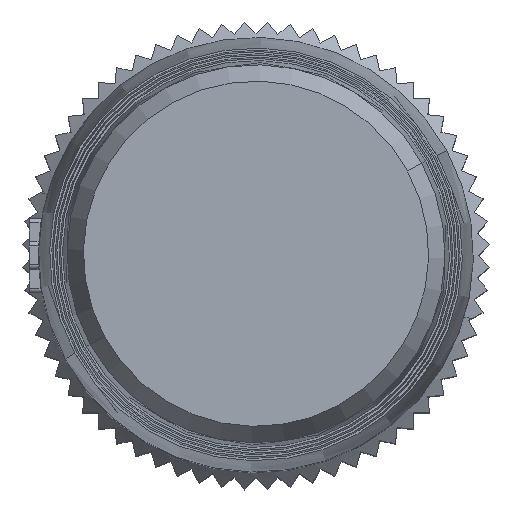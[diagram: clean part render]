
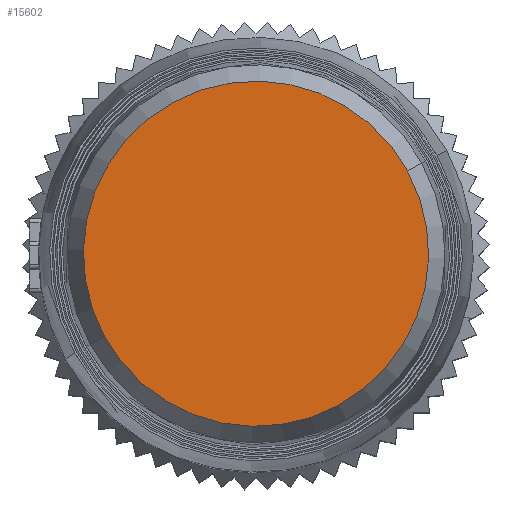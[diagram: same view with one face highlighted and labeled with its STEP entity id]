
A CAD part, top view. The second image highlights one B-rep face of the part: STEP entity #15602.
In plain terms, the highlighted planar face has unit normal (0, 0, 1).
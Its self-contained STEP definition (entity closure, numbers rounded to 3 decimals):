
#15512=AXIS2_PLACEMENT_3D('Circle Axis2P3D',#15510,#15511,$) ;
#15547=AXIS2_PLACEMENT_3D('Circle Axis2P3D',#15545,#15546,$) ;
#15596=AXIS2_PLACEMENT_3D('Plane Axis2P3D',#15593,#15594,#15595) ;
#15510=CARTESIAN_POINT('Axis2P3D Location',(4.948,4.948,37.3)) ;
#15514=CARTESIAN_POINT('Vertex',(1.741,3.196,37.3)) ;
#15516=CARTESIAN_POINT('Vertex',(8.154,6.699,37.3)) ;
#15545=CARTESIAN_POINT('Axis2P3D Location',(4.948,4.948,37.3)) ;
#15593=CARTESIAN_POINT('Axis2P3D Location',(1.294,4.948,37.3)) ;
#15511=DIRECTION('Axis2P3D Direction',(0.,0.,-1.)) ;
#15546=DIRECTION('Axis2P3D Direction',(0.,0.,-1.)) ;
#15594=DIRECTION('Axis2P3D Direction',(0.,0.,1.)) ;
#15595=DIRECTION('Axis2P3D XDirection',(-1.,0.,0.)) ;
#15599=ORIENTED_EDGE('',*,*,#15518,.T.) ;
#15600=ORIENTED_EDGE('',*,*,#15549,.T.) ;
#15602=ADVANCED_FACE('Hauptk\X2\00F6\X0\rper',(#15601),#15597,.T.) ;
#15513=CIRCLE('generated circle',#15512,3.654) ;
#15548=CIRCLE('generated circle',#15547,3.654) ;
#15518=EDGE_CURVE('',#15515,#15517,#15513,.F.) ;
#15549=EDGE_CURVE('',#15517,#15515,#15548,.F.) ;
#15598=EDGE_LOOP('',(#15599,#15600)) ;
#15601=FACE_OUTER_BOUND('',#15598,.T.) ;
#15597=PLANE('',#15596) ;
#15515=VERTEX_POINT('',#15514) ;
#15517=VERTEX_POINT('',#15516) ;
